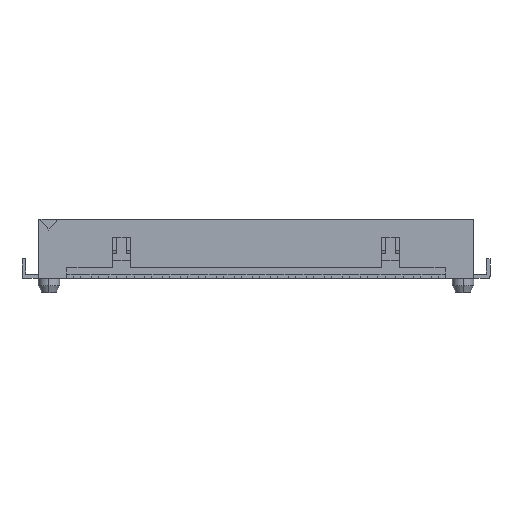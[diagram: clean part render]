
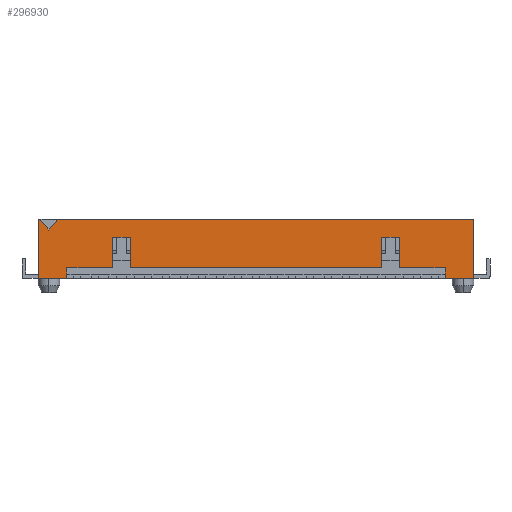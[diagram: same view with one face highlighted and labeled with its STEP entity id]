
A CAD part, left-side view. The second image highlights one B-rep face of the part: STEP entity #296930.
In plain terms, the highlighted planar face has unit normal (-1, 0, 0).
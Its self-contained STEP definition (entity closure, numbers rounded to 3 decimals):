
#890=CARTESIAN_POINT('',(4.194,575.068,
-0.6));
#900=VERTEX_POINT('',#890);
#1150=CARTESIAN_POINT('',(4.194,575.068,
1.1));
#1160=VERTEX_POINT('',#1150);
#1190=CARTESIAN_POINT('',(4.194,575.068,0.));
#1200=DIRECTION('',(0.,0.,-1.));
#1210=VECTOR('',#1200,1.);
#1220=LINE('',#1190,#1210);
#1230=EDGE_CURVE('',#1160,#900,#1220,.T.);
#3870=CARTESIAN_POINT('',(4.194,578.618,
-0.6));
#3880=VERTEX_POINT('',#3870);
#3910=CARTESIAN_POINT('',(4.194,0.,-0.6));
#3920=DIRECTION('',(0.,1.,0.));
#3930=VECTOR('',#3920,1.);
#3940=LINE('',#3910,#3930);
#3950=CARTESIAN_POINT('',(4.194,576.068,
-0.6));
#3960=VERTEX_POINT('',#3950);
#3970=EDGE_CURVE('',#3960,#3880,#3940,.T.);
#26680=CARTESIAN_POINT('',(4.194,578.368,0.));
#26690=DIRECTION('',(0.,-0.64,-0.768));
#26700=VECTOR('',#26690,1.);
#26710=LINE('',#26680,#26700);
#26720=CARTESIAN_POINT('',(4.194,580.118,
2.1));
#26730=VERTEX_POINT('',#26720);
#26740=CARTESIAN_POINT('',(4.194,579.618,1.5));
#26750=VERTEX_POINT('',#26740);
#26760=EDGE_CURVE('',#26730,#26750,#26710,.T.);
#27080=CARTESIAN_POINT('',(4.194,580.868,0.));
#27090=DIRECTION('',(0.,-0.64,0.768));
#27100=VECTOR('',#27090,1.);
#27110=LINE('',#27080,#27100);
#27120=CARTESIAN_POINT('',(4.194,579.118,
2.1));
#27130=VERTEX_POINT('',#27120);
#27140=EDGE_CURVE('',#26750,#27130,#27110,.T.);
#29420=CARTESIAN_POINT('',(4.194,576.068,0.));
#29430=DIRECTION('',(0.,0.,-1.));
#29440=VECTOR('',#29430,1.);
#29450=LINE('',#29420,#29440);
#29460=CARTESIAN_POINT('',(4.194,576.068,
1.1));
#29470=VERTEX_POINT('',#29460);
#29480=EDGE_CURVE('',#29470,#3960,#29450,.T.);
#31360=CARTESIAN_POINT('',(4.194,557.518,0.));
#31370=DIRECTION('',(0.,0.,1.));
#31380=VECTOR('',#31370,1.);
#31390=LINE('',#31360,#31380);
#31400=CARTESIAN_POINT('',(4.194,557.518,
-1.2));
#31410=VERTEX_POINT('',#31400);
#31420=CARTESIAN_POINT('',(4.194,557.518,
-0.6));
#31430=VERTEX_POINT('',#31420);
#31440=EDGE_CURVE('',#31410,#31430,#31390,.T.);
#32630=CARTESIAN_POINT('',(4.194,580.218,
2.1));
#32640=VERTEX_POINT('',#32630);
#32690=CARTESIAN_POINT('',(4.194,580.218,0.));
#32700=DIRECTION('',(0.,0.,1.));
#32710=VECTOR('',#32700,1.);
#32720=LINE('',#32690,#32710);
#32730=CARTESIAN_POINT('',(4.194,580.218,
-1.2));
#32740=VERTEX_POINT('',#32730);
#32750=EDGE_CURVE('',#32740,#32640,#32720,.T.);
#65800=CARTESIAN_POINT('',(4.194,578.618,
-1.2));
#65810=VERTEX_POINT('',#65800);
#65840=CARTESIAN_POINT('',(4.194,578.618,0.));
#65850=DIRECTION('',(0.,0.,-1.));
#65860=VECTOR('',#65850,1.);
#65870=LINE('',#65840,#65860);
#65880=EDGE_CURVE('',#3880,#65810,#65870,.T.);
#74490=CARTESIAN_POINT('',(4.194,555.918,
-1.2));
#74500=VERTEX_POINT('',#74490);
#74530=CARTESIAN_POINT('',(4.194,555.918,0.));
#74540=DIRECTION('',(0.,0.,-1.));
#74550=VECTOR('',#74540,1.);
#74560=LINE('',#74530,#74550);
#74570=CARTESIAN_POINT('',(4.194,555.918,
2.1));
#74580=VERTEX_POINT('',#74570);
#74590=EDGE_CURVE('',#74580,#74500,#74560,.T.);
#115880=CARTESIAN_POINT('',(4.194,0.,-0.6));
#115890=DIRECTION('',(0.,1.,0.));
#115900=VECTOR('',#115890,1.);
#115910=LINE('',#115880,#115900);
#115920=CARTESIAN_POINT('',(4.194,561.068,
-0.6));
#115930=VERTEX_POINT('',#115920);
#115940=EDGE_CURVE('',#115930,#900,#115910,.T.);
#123430=CARTESIAN_POINT('',(4.194,0.,-1.2));
#123440=DIRECTION('',(0.,1.,0.));
#123450=VECTOR('',#123440,1.);
#123460=LINE('',#123430,#123450);
#123470=EDGE_CURVE('',#65810,#32740,#123460,.T.);
#128260=EDGE_CURVE('',#74500,#31410,#123460,.T.);
#191080=CARTESIAN_POINT('',(4.194,0.,2.1));
#191090=DIRECTION('',(0.,1.,0.));
#191100=VECTOR('',#191090,1.);
#191110=LINE('',#191080,#191100);
#191120=EDGE_CURVE('',#74580,#27130,#191110,.T.);
#191170=EDGE_CURVE('',#26730,#32640,#191110,.T.);
#246840=CARTESIAN_POINT('',(4.194,560.068,
-0.6));
#246850=VERTEX_POINT('',#246840);
#246880=CARTESIAN_POINT('',(4.194,0.,-0.6));
#246890=DIRECTION('',(0.,1.,0.));
#246900=VECTOR('',#246890,1.);
#246910=LINE('',#246880,#246900);
#246920=EDGE_CURVE('',#31430,#246850,#246910,.T.);
#253570=CARTESIAN_POINT('',(4.194,0.,1.1));
#253580=DIRECTION('',(0.,1.,0.));
#253590=VECTOR('',#253580,1.);
#253600=LINE('',#253570,#253590);
#253610=EDGE_CURVE('',#1160,#29470,#253600,.T.);
#279090=CARTESIAN_POINT('',(4.194,0.,1.1));
#279100=DIRECTION('',(0.,1.,0.));
#279110=VECTOR('',#279100,1.);
#279120=LINE('',#279090,#279110);
#279130=CARTESIAN_POINT('',(4.194,560.068,
1.1));
#279140=VERTEX_POINT('',#279130);
#279150=CARTESIAN_POINT('',(4.194,561.068,
1.1));
#279160=VERTEX_POINT('',#279150);
#279170=EDGE_CURVE('',#279140,#279160,#279120,.T.);
#295750=CARTESIAN_POINT('',(4.194,560.068,0.));
#295760=DIRECTION('',(0.,0.,-1.));
#295770=VECTOR('',#295760,1.);
#295780=LINE('',#295750,#295770);
#295790=EDGE_CURVE('',#279140,#246850,#295780,.T.);
#296620=CARTESIAN_POINT('',(4.194,561.068,
0.45));
#296630=DIRECTION('',(1.,0.,0.));
#296640=DIRECTION('',(0.,0.,1.));
#296650=AXIS2_PLACEMENT_3D('',#296620,#296630,#296640);
#296660=PLANE('',#296650);
#296670=ORIENTED_EDGE('',*,*,#74590,.F.);
#296680=ORIENTED_EDGE('',*,*,#128260,.F.);
#296690=ORIENTED_EDGE('',*,*,#31440,.F.);
#296700=ORIENTED_EDGE('',*,*,#246920,.F.);
#296710=ORIENTED_EDGE('',*,*,#295790,.T.);
#296720=ORIENTED_EDGE('',*,*,#279170,.F.);
#296730=CARTESIAN_POINT('',(4.194,561.068,0.));
#296740=DIRECTION('',(0.,0.,-1.));
#296750=VECTOR('',#296740,1.);
#296760=LINE('',#296730,#296750);
#296770=EDGE_CURVE('',#279160,#115930,#296760,.T.);
#296780=ORIENTED_EDGE('',*,*,#296770,.F.);
#296790=ORIENTED_EDGE('',*,*,#115940,.F.);
#296800=ORIENTED_EDGE('',*,*,#1230,.T.);
#296810=ORIENTED_EDGE('',*,*,#253610,.F.);
#296820=ORIENTED_EDGE('',*,*,#29480,.F.);
#296830=ORIENTED_EDGE('',*,*,#3970,.F.);
#296840=ORIENTED_EDGE('',*,*,#65880,.F.);
#296850=ORIENTED_EDGE('',*,*,#123470,.F.);
#296860=ORIENTED_EDGE('',*,*,#32750,.F.);
#296870=ORIENTED_EDGE('',*,*,#191170,.T.);
#296880=ORIENTED_EDGE('',*,*,#26760,.F.);
#296890=ORIENTED_EDGE('',*,*,#27140,.F.);
#296900=ORIENTED_EDGE('',*,*,#191120,.T.);
#296910=EDGE_LOOP('',(#296900,#296890,#296880,#296870,#296860,#296850,
#296840,#296830,#296820,#296810,#296800,#296790,#296780,#296720,#296710,
#296700,#296690,#296680,#296670));
#296920=FACE_OUTER_BOUND('',#296910,.T.);
#296930=ADVANCED_FACE('',(#296920),#296660,.F.);
